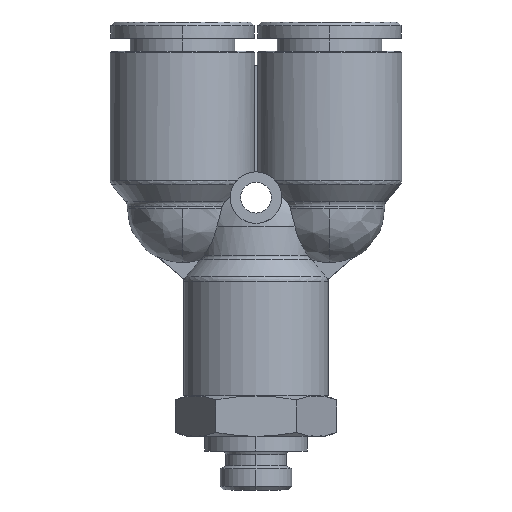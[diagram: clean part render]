
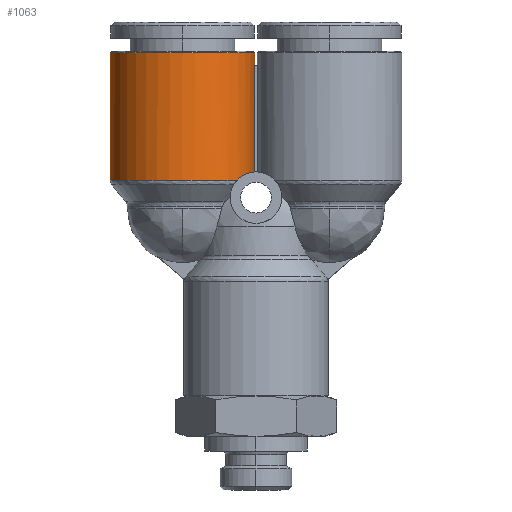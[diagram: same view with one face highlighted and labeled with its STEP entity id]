
A CAD part, front view. The second image highlights one B-rep face of the part: STEP entity #1063.
In plain terms, the highlighted cylindrical face has radius 9.85 mm (diameter 19.7 mm), a partial arc.
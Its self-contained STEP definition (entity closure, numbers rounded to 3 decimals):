
#36 = DIRECTION ( 'NONE',  ( -1., 0., 0. ) ) ;
#87 = DIRECTION ( 'NONE',  ( 1., 0., 0. ) ) ;
#1063 = ADVANCED_FACE ( 'NONE', ( #28511 ), #11386, .T. ) ;
#1589 = CARTESIAN_POINT ( 'NONE',  ( -34.628, 0., -0.15 ) ) ;
#1808 = DIRECTION ( 'NONE',  ( 0., 0., -1. ) ) ;
#2200 = AXIS2_PLACEMENT_3D ( 'NONE', #23685, #14477, #10032 ) ;
#2320 = CARTESIAN_POINT ( 'NONE',  ( -24.928, 0., -19.85 ) ) ;
#3289 = ORIENTED_EDGE ( 'NONE', *, *, #4023, .T. ) ;
#3731 = ORIENTED_EDGE ( 'NONE', *, *, #25809, .T. ) ;
#3794 = EDGE_CURVE ( 'NONE', #17593, #18337, #5144, .T. ) ;
#4023 = EDGE_CURVE ( 'NONE', #21496, #10319, #4044, .T. ) ;
#4044 = LINE ( 'NONE', #2320, #23305 ) ;
#4508 = CARTESIAN_POINT ( 'NONE',  ( -17.292, -6.479, -2.581 ) ) ;
#4563 = CARTESIAN_POINT ( 'NONE',  ( -34.628, 0., -19.85 ) ) ;
#4838 = AXIS2_PLACEMENT_3D ( 'NONE', #11193, #6522, #1808 ) ;
#4896 = CARTESIAN_POINT ( 'NONE',  ( -17.777, -5.839, -2.054 ) ) ;
#5144 = LINE ( 'NONE', #14865, #26516 ) ;
#5729 = CARTESIAN_POINT ( 'NONE',  ( -34.628, 0., -10. ) ) ;
#6522 = DIRECTION ( 'NONE',  ( 1., 0., 0. ) ) ;
#6984 = ORIENTED_EDGE ( 'NONE', *, *, #22948, .T. ) ;
#7009 = CARTESIAN_POINT ( 'NONE',  ( -18.413, -1.977, -0.338 ) ) ;
#7100 = CARTESIAN_POINT ( 'NONE',  ( -18.316, -3.813, -0.906 ) ) ;
#7200 = CARTESIAN_POINT ( 'NONE',  ( -17.292, -6.479, -2.581 ) ) ;
#7308 = B_SPLINE_CURVE_WITH_KNOTS ( 'NONE', 3,
 ( #7200, #20460, #4896, #11674, #11476, #23145, #27411, #7100, #25426, #25335, #7009, #11775 ),
 .UNSPECIFIED., .F., .F.,
 ( 4, 2, 2, 2, 2, 4 ),
 ( 0., 0.001, 0.002, 0.003, 0.004, 0.006 ),
 .UNSPECIFIED. ) ;
#7932 = CARTESIAN_POINT ( 'NONE',  ( -32.928, 0., -0.15 ) ) ;
#8480 = DIRECTION ( 'NONE',  ( 1., 0., 0. ) ) ;
#8491 = EDGE_LOOP ( 'NONE', ( #18474, #21298, #3731, #3289, #24376, #16146, #10742, #6984 ) ) ;
#9542 = CARTESIAN_POINT ( 'NONE',  ( -24.928, 0., -0.15 ) ) ;
#9913 = VERTEX_POINT ( 'NONE', #7932 ) ;
#10032 = DIRECTION ( 'NONE',  ( 0., 0., -1. ) ) ;
#10319 = VERTEX_POINT ( 'NONE', #29638 ) ;
#10742 = ORIENTED_EDGE ( 'NONE', *, *, #3794, .T. ) ;
#11045 = CIRCLE ( 'NONE', #2200, 9.85 ) ;
#11193 = CARTESIAN_POINT ( 'NONE',  ( -24.928, 0., -10. ) ) ;
#11386 = CYLINDRICAL_SURFACE ( 'NONE', #4838, 9.85 ) ;
#11476 = CARTESIAN_POINT ( 'NONE',  ( -18.068, -5.07, -1.552 ) ) ;
#11674 = CARTESIAN_POINT ( 'NONE',  ( -18.005, -5.271, -1.676 ) ) ;
#11741 = CARTESIAN_POINT ( 'NONE',  ( -32.928, 0., -10. ) ) ;
#11775 = CARTESIAN_POINT ( 'NONE',  ( -18.418, -1.5, -0.265 ) ) ;
#12011 = EDGE_CURVE ( 'NONE', #20097, #9913, #15723, .T. ) ;
#13986 = DIRECTION ( 'NONE',  ( 0., 0., -1. ) ) ;
#14477 = DIRECTION ( 'NONE',  ( -1., 0., 0. ) ) ;
#14865 = CARTESIAN_POINT ( 'NONE',  ( -24.928, -1.5, -0.265 ) ) ;
#15631 = VERTEX_POINT ( 'NONE', #4508 ) ;
#15723 = LINE ( 'NONE', #9542, #22934 ) ;
#16146 = ORIENTED_EDGE ( 'NONE', *, *, #24429, .T. ) ;
#17593 = VERTEX_POINT ( 'NONE', #25193 ) ;
#17718 = CIRCLE ( 'NONE', #27694, 9.85 ) ;
#18115 = CARTESIAN_POINT ( 'NONE',  ( -34.628, -9.85, -10. ) ) ;
#18337 = VERTEX_POINT ( 'NONE', #26617 ) ;
#18474 = ORIENTED_EDGE ( 'NONE', *, *, #12011, .F. ) ;
#18950 = AXIS2_PLACEMENT_3D ( 'NONE', #21925, #8480, #24423 ) ;
#19492 = DIRECTION ( 'NONE',  ( -1., 0., 0. ) ) ;
#20097 = VERTEX_POINT ( 'NONE', #1589 ) ;
#20460 = CARTESIAN_POINT ( 'NONE',  ( -17.577, -6.181, -2.32 ) ) ;
#20799 = CIRCLE ( 'NONE', #21307, 9.85 ) ;
#21298 = ORIENTED_EDGE ( 'NONE', *, *, #22749, .T. ) ;
#21307 = AXIS2_PLACEMENT_3D ( 'NONE', #5729, #21854, #21482 ) ;
#21482 = DIRECTION ( 'NONE',  ( 0., 0., -1. ) ) ;
#21496 = VERTEX_POINT ( 'NONE', #4563 ) ;
#21854 = DIRECTION ( 'NONE',  ( 1., 0., 0. ) ) ;
#21925 = CARTESIAN_POINT ( 'NONE',  ( -34.628, 0., -10. ) ) ;
#22749 = EDGE_CURVE ( 'NONE', #20097, #25754, #29163, .T. ) ;
#22934 = VECTOR ( 'NONE', #27881, 1000. ) ;
#22948 = EDGE_CURVE ( 'NONE', #18337, #9913, #17718, .T. ) ;
#23145 = CARTESIAN_POINT ( 'NONE',  ( -18.172, -4.662, -1.32 ) ) ;
#23305 = VECTOR ( 'NONE', #87, 1000. ) ;
#23685 = CARTESIAN_POINT ( 'NONE',  ( -17.292, 0., -10. ) ) ;
#24376 = ORIENTED_EDGE ( 'NONE', *, *, #27164, .T. ) ;
#24423 = DIRECTION ( 'NONE',  ( 0., 0., -1. ) ) ;
#24429 = EDGE_CURVE ( 'NONE', #15631, #17593, #7308, .T. ) ;
#25193 = CARTESIAN_POINT ( 'NONE',  ( -18.418, -1.5, -0.265 ) ) ;
#25335 = CARTESIAN_POINT ( 'NONE',  ( -18.403, -2.446, -0.446 ) ) ;
#25426 = CARTESIAN_POINT ( 'NONE',  ( -18.354, -3.366, -0.731 ) ) ;
#25754 = VERTEX_POINT ( 'NONE', #18115 ) ;
#25809 = EDGE_CURVE ( 'NONE', #25754, #21496, #20799, .T. ) ;
#26516 = VECTOR ( 'NONE', #19492, 1000. ) ;
#26617 = CARTESIAN_POINT ( 'NONE',  ( -32.928, -1.5, -0.265 ) ) ;
#27164 = EDGE_CURVE ( 'NONE', #10319, #15631, #11045, .T. ) ;
#27411 = CARTESIAN_POINT ( 'NONE',  ( -18.214, -4.454, -1.211 ) ) ;
#27694 = AXIS2_PLACEMENT_3D ( 'NONE', #11741, #36, #13986 ) ;
#27881 = DIRECTION ( 'NONE',  ( 1., 0., 0. ) ) ;
#28511 = FACE_OUTER_BOUND ( 'NONE', #8491, .T. ) ;
#29163 = CIRCLE ( 'NONE', #18950, 9.85 ) ;
#29638 = CARTESIAN_POINT ( 'NONE',  ( -17.292, 0., -19.85 ) ) ;
